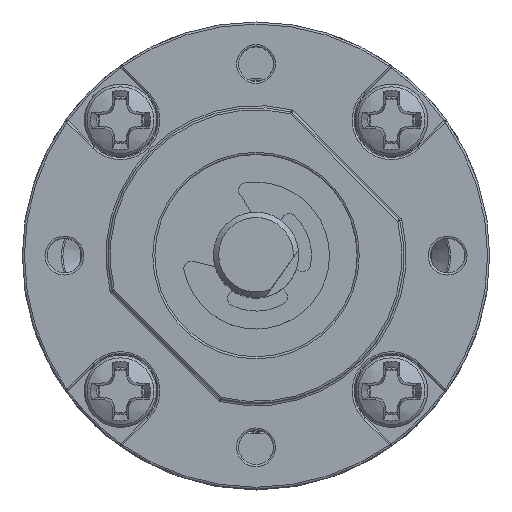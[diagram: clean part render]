
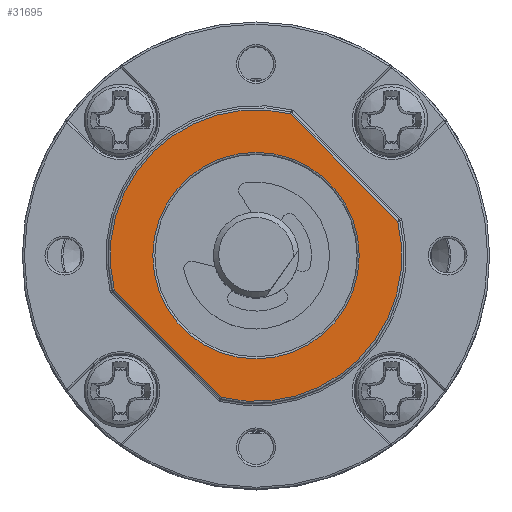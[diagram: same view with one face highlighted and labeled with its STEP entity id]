
A CAD part, top view. The second image highlights one B-rep face of the part: STEP entity #31695.
In plain terms, the highlighted face is planar.
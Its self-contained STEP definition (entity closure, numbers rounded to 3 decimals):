
#221=FACE_BOUND('',#3580,.T.);
#431=PLANE('',#33550);
#1858=FACE_OUTER_BOUND('',#3579,.T.);
#3579=EDGE_LOOP('',(#22205,#22206,#22207,#22208));
#3580=EDGE_LOOP('',(#22209));
#5401=LINE('',#44787,#9467);
#5402=LINE('',#44790,#9468);
#9467=VECTOR('',#36082,10.);
#9468=VECTOR('',#36085,10.);
#13566=CIRCLE('',#33546,4.85);
#13570=CIRCLE('',#33551,6.85);
#13571=CIRCLE('',#33552,6.85);
#14190=VERTEX_POINT('',#44775);
#14193=VERTEX_POINT('',#44783);
#14194=VERTEX_POINT('',#44784);
#14195=VERTEX_POINT('',#44786);
#14196=VERTEX_POINT('',#44788);
#17353=EDGE_CURVE('',#14190,#14190,#13566,.T.);
#17357=EDGE_CURVE('',#14193,#14194,#13570,.T.);
#17358=EDGE_CURVE('',#14195,#14193,#5401,.T.);
#17359=EDGE_CURVE('',#14196,#14195,#13571,.T.);
#17360=EDGE_CURVE('',#14194,#14196,#5402,.T.);
#22205=ORIENTED_EDGE('',*,*,#17357,.F.);
#22206=ORIENTED_EDGE('',*,*,#17358,.F.);
#22207=ORIENTED_EDGE('',*,*,#17359,.F.);
#22208=ORIENTED_EDGE('',*,*,#17360,.F.);
#22209=ORIENTED_EDGE('',*,*,#17353,.F.);
#31695=ADVANCED_FACE('',(#1858,#221),#431,.T.);
#33546=AXIS2_PLACEMENT_3D('',#44776,#36070,#36071);
#33550=AXIS2_PLACEMENT_3D('',#44782,#36078,#36079);
#33551=AXIS2_PLACEMENT_3D('',#44785,#36080,#36081);
#33552=AXIS2_PLACEMENT_3D('',#44789,#36083,#36084);
#36070=DIRECTION('center_axis',(0.,1.,0.));
#36071=DIRECTION('ref_axis',(-1.,0.,0.));
#36078=DIRECTION('center_axis',(0.,1.,0.));
#36079=DIRECTION('ref_axis',(-1.,0.,0.));
#36080=DIRECTION('center_axis',(0.,-1.,0.));
#36081=DIRECTION('ref_axis',(-0.707,0.,0.707));
#36082=DIRECTION('',(-0.707,0.,0.707));
#36083=DIRECTION('center_axis',(0.,-1.,0.));
#36084=DIRECTION('ref_axis',(0.707,0.,-0.707));
#36085=DIRECTION('',(0.707,0.,-0.707));
#44775=CARTESIAN_POINT('',(0.,16.4,4.85));
#44776=CARTESIAN_POINT('Origin',(0.,16.4,0.));
#44782=CARTESIAN_POINT('Origin',(0.,16.4,0.));
#44783=CARTESIAN_POINT('',(1.617,16.4,6.656));
#44784=CARTESIAN_POINT('',(-6.656,16.4,-1.617));
#44785=CARTESIAN_POINT('Origin',(0.,16.4,0.));
#44786=CARTESIAN_POINT('',(6.656,16.4,1.617));
#44787=CARTESIAN_POINT('',(2.867,16.4,5.406));
#44788=CARTESIAN_POINT('',(-1.617,16.4,-6.656));
#44789=CARTESIAN_POINT('Origin',(0.,16.4,0.));
#44790=CARTESIAN_POINT('',(-2.867,16.4,-5.406));
